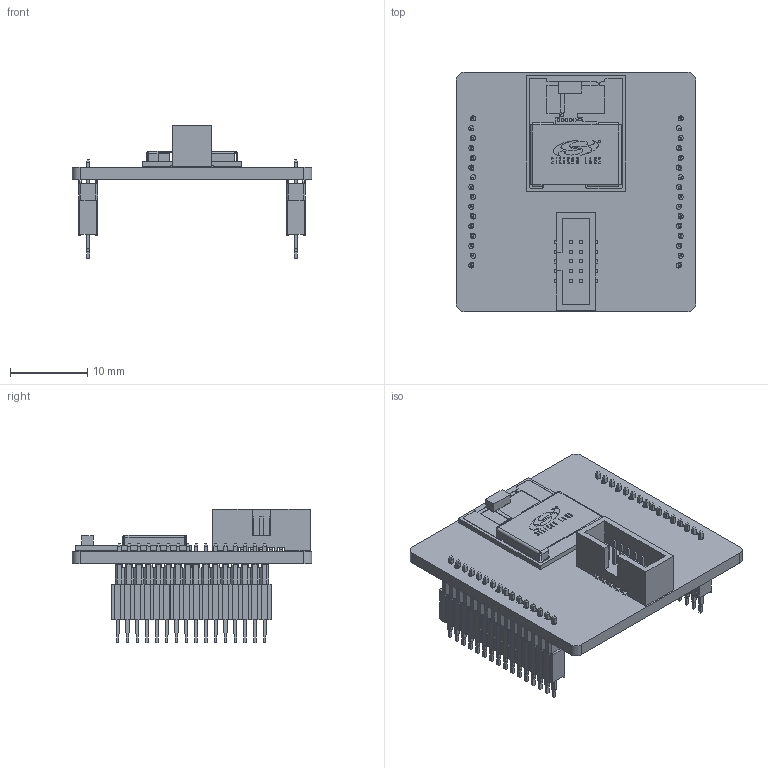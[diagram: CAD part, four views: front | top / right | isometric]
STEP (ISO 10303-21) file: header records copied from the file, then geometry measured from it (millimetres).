
FILE_DESCRIPTION(/* description */ (''),/* implementation_level */ '2;1');
FILE_NAME(/* name */ 'xGM220P Header v6.step',/* time_stamp */ '2023-02-02T12:25:12Z',/* author */ (''),/* organization */ (''),/* preprocessor_version */ 'ST-DEVELOPER v19.2',/* originating_system */ 'Autodesk Translation Framework v11.17.0.187',/* authorisation */ '');
FILE_SCHEMA (('AUTOMOTIVE_DESIGN { 1 0 10303 214 3 1 1 }'));
Products named in the file (11): xGM220P Header; Header; BGM220P_Breakout; Header - 2x05 0.05 SMD Shrouded - Ampheno20021521-00010XXLFc v2; SOLID; xGM220P v2; COMPOUND; Header - 1x16 0.05 TH Low Prof (3mm) - Adam Tech HPH1-B-16-U v2; Header - 1x16 0.05 TH Low Prof (3mm) - Adam Tech HPH1-B-16-U v2_1; COMPOUND (1); BGM220P_Breakout PCB
Assembly tree (12 placements, depth 4):
  xGM220P Header
    Header  x2
    BGM220P_Breakout
      Header - 2x05 0.05 SMD Shrouded - Ampheno20021521-00010XXLFc v2
        SOLID
      xGM220P v2
        COMPOUND
      Header - 1x16 0.05 TH Low Prof (3mm) - Adam Tech HPH1-B-16-U v2
        COMPOUND (1)
      Header - 1x16 0.05 TH Low Prof (3mm) - Adam Tech HPH1-B-16-U v2_1
        COMPOUND (1)
      BGM220P_Breakout PCB
Bounding box: 31 x 31 x 17.29 mm (x, y, z)
Volume: 2519.4 mm3; surface area: 6982.8 mm2
Topology: 95 solids, 95 shells, 3091 faces, 8439 edges, 5518 vertices
Faces by surface type: plane 2865, cylinder 159, bspline 67
Full cylindrical faces by diameter (mm): 0.65 x32
Entity records: 65383 total; most frequent: CARTESIAN_POINT 12075, ORIENTED_EDGE 11254, DIRECTION 10035, EDGE_CURVE 5627, LINE 5155, VECTOR 5155, VERTEX_POINT 3686, AXIS2_PLACEMENT_3D 2440
